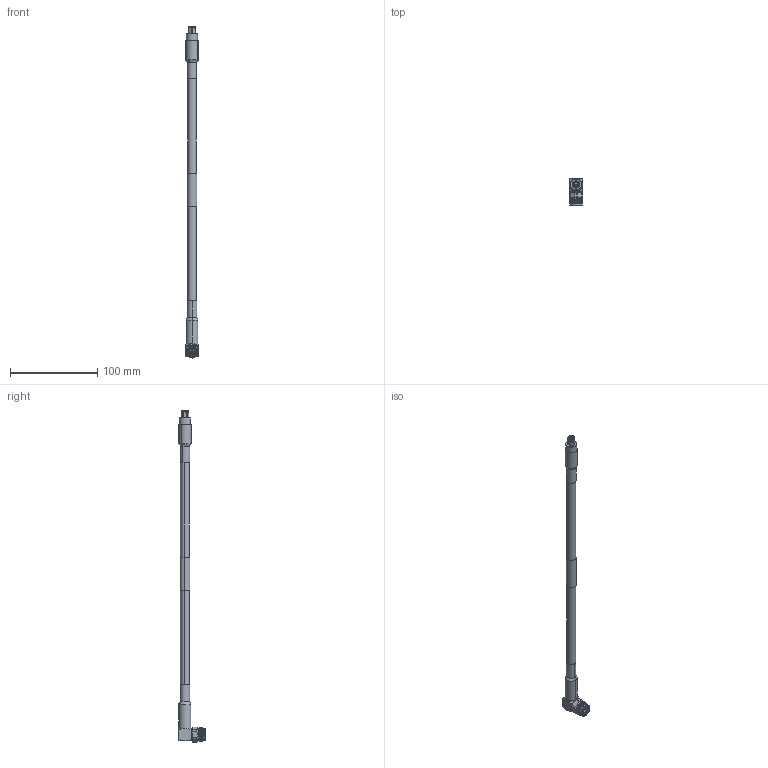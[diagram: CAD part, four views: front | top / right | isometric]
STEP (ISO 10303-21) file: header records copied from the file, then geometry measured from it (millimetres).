
FILE_DESCRIPTION (( 'STEP AP214' ), '1' );
FILE_NAME ('LCCA30294.step', '2020-03-19T19:35:17', ( '' ), ( '' ), 'SwSTEP 2.0', 'SolidWorks 2018', '' );
FILE_SCHEMA (( 'AUTOMOTIVE_DESIGN' ));
Length unit declared in the file: inch
Products named in the file (5): Copy of Coax Cable^LCCA30294_LMR-400; Copy of TC-400-TM-RA-D^LCCA30294_Heat Shrink; Label^LCCA30294; Copy of TC-400-SM-X^LCCA30294_HeatShrink; LCCA30294
Assembly tree (4 placements, depth 2):
  LCCA30294
    Copy of Coax Cable^LCCA30294_LMR-400
    Label^LCCA30294
    Copy of TC-400-SM-X^LCCA30294_HeatShrink
    Copy of TC-400-TM-RA-D^LCCA30294_Heat Shrink
Bounding box: 15.8 x 30.36 x 379.89 mm (x, y, z)
Volume: 43357.2 mm3; surface area: 17719.5 mm2
Topology: 5 solids, 5 shells, 2333 faces, 5061 edges, 2754 vertices
Faces by surface type: bspline 1694, cylinder 527, plane 67, cone 45
Entity records: 85109 total; most frequent: CARTESIAN_POINT 53052, ORIENTED_EDGE 10122, EDGE_CURVE 5061, VERTEX_POINT 2754, EDGE_LOOP 2349, FACE_OUTER_BOUND 2333, ADVANCED_FACE 2333, DIRECTION 2197
